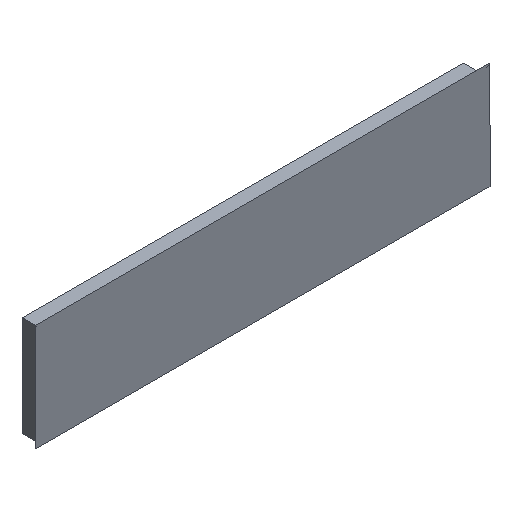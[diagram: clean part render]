
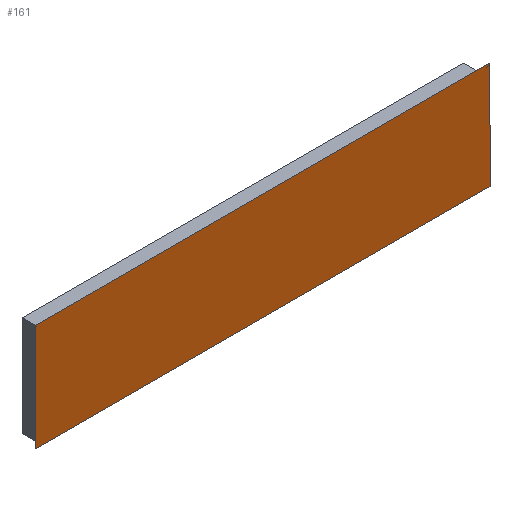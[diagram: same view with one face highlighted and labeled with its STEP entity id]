
A CAD part, isometric view. The second image highlights one B-rep face of the part: STEP entity #161.
In plain terms, the highlighted planar face has unit normal (0, -1, 0).
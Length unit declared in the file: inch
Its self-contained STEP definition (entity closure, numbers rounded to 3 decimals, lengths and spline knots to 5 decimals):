
#19=PLANE('',#194);
#37=FACE_OUTER_BOUND('',#46,.T.);
#46=EDGE_LOOP('',(#146,#147,#148,#149));
#52=LINE('',#246,#67);
#53=LINE('',#250,#68);
#58=LINE('',#263,#73);
#60=LINE('',#266,#75);
#67=VECTOR('',#202,0.3937);
#68=VECTOR('',#207,0.3937);
#73=VECTOR('',#218,0.3937);
#75=VECTOR('',#222,0.3937);
#83=VERTEX_POINT('',#243);
#84=VERTEX_POINT('',#245);
#85=VERTEX_POINT('',#249);
#90=VERTEX_POINT('',#261);
#95=EDGE_CURVE('',#84,#83,#52,.T.);
#97=EDGE_CURVE('',#85,#84,#53,.T.);
#104=EDGE_CURVE('',#90,#83,#58,.T.);
#106=EDGE_CURVE('',#90,#85,#60,.T.);
#146=ORIENTED_EDGE('',*,*,#104,.F.);
#147=ORIENTED_EDGE('',*,*,#106,.T.);
#148=ORIENTED_EDGE('',*,*,#97,.T.);
#149=ORIENTED_EDGE('',*,*,#95,.T.);
#161=ADVANCED_FACE('',(#37),#19,.T.);
#194=AXIS2_PLACEMENT_3D('',#278,#236,#237);
#202=DIRECTION('',(0.,0.,1.));
#207=DIRECTION('',(1.,0.,0.));
#218=DIRECTION('',(1.,0.,0.));
#222=DIRECTION('',(0.,0.,-1.));
#236=DIRECTION('center_axis',(0.,-1.,0.));
#237=DIRECTION('ref_axis',(0.,0.,-1.));
#243=CARTESIAN_POINT('',(8.375,0.,2.));
#245=CARTESIAN_POINT('',(8.375,0.,0.));
#246=CARTESIAN_POINT('',(8.375,0.,0.));
#249=CARTESIAN_POINT('',(-0.125,0.,0.));
#250=CARTESIAN_POINT('',(0.,0.,0.));
#261=CARTESIAN_POINT('',(-0.125,0.,2.));
#263=CARTESIAN_POINT('',(8.25,0.,2.));
#266=CARTESIAN_POINT('',(-0.125,0.,2.));
#278=CARTESIAN_POINT('Origin',(4.125,0.,1.));
